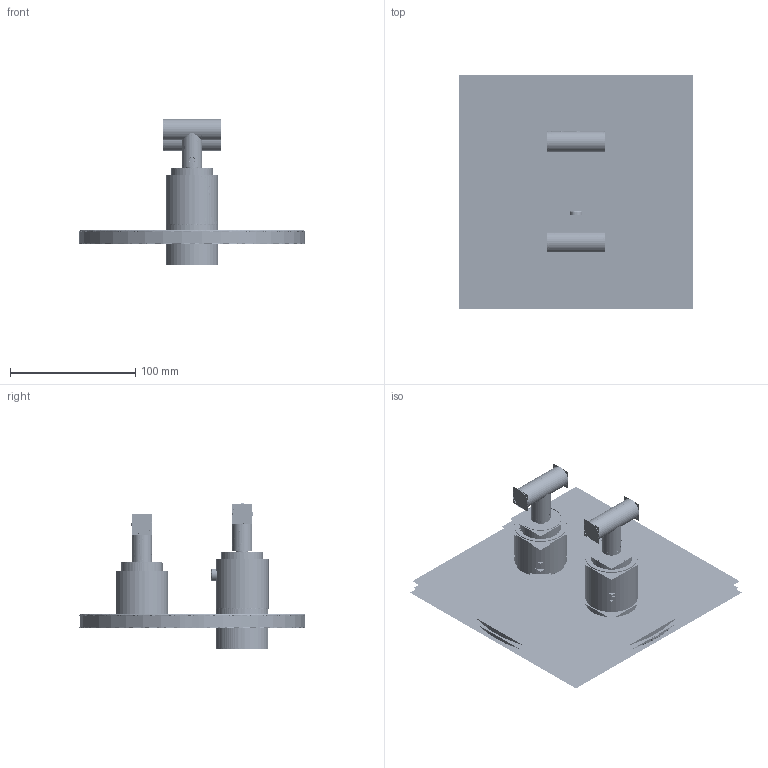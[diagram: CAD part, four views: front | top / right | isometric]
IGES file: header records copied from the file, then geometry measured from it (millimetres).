
Start section:  PTC IGES file: 3-3103tr_asm.igs
Global section: file name: 3-3103tr_asm.igs; native system: Creo Parametric by Parametric Technology Corporation; preprocessor: 2013150; author: rsmith; organization: Unknown; date: 20170119.145649; units: inch
Bounding box: 187.29 x 187.16 x 115.88 mm (x, y, z)
Surface area: 1921230.7 mm2 (no closed solid volume)
Topology: 0 solids, 0 shells, 3182 faces, 49554 edges, 65057 vertices
Faces by surface type: bspline 1548, revolution 1274, extrusion 360
